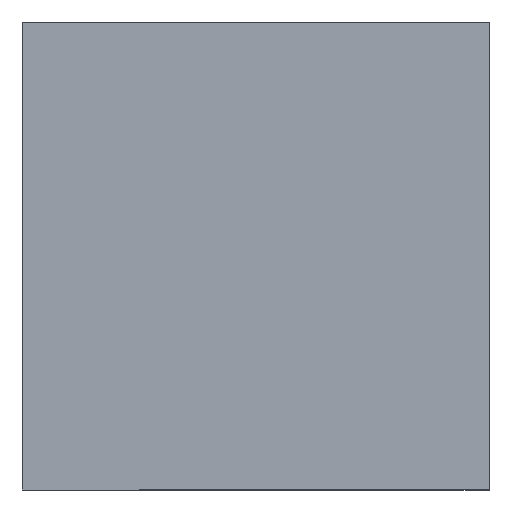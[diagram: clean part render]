
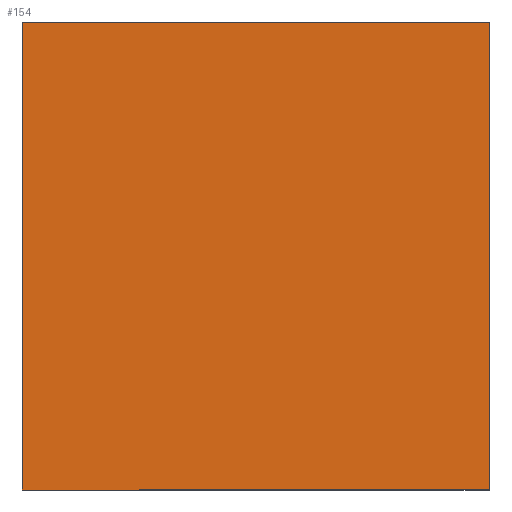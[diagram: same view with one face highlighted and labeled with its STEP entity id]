
A CAD part, front view. The second image highlights one B-rep face of the part: STEP entity #154.
In plain terms, the highlighted planar face has unit normal (0, -1, 0).
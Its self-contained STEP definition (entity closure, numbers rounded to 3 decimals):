
#154=ADVANCED_FACE('',(#387),#388,.T.);
#387=FACE_OUTER_BOUND('',#651,.T.);
#388=PLANE('',#652);
#651=EDGE_LOOP('',(#1559,#1560,#1561,#1562));
#652=AXIS2_PLACEMENT_3D('',#1563,#1564,#1565);
#1559=ORIENTED_EDGE('',*,*,#2063,.T.);
#1560=ORIENTED_EDGE('',*,*,#2061,.T.);
#1561=ORIENTED_EDGE('',*,*,#2064,.T.);
#1562=ORIENTED_EDGE('',*,*,#2050,.F.);
#1563=CARTESIAN_POINT('',(0.,-60.5,-1.0));
#1564=DIRECTION('',(0.,-1.0,0.0));
#1565=DIRECTION('',(1.0,0.,0.0));
#2050=EDGE_CURVE('',#2580,#2582,#2583,.T.);
#2061=EDGE_CURVE('',#2598,#2596,#2599,.T.);
#2063=EDGE_CURVE('',#2580,#2598,#2601,.T.);
#2064=EDGE_CURVE('',#2596,#2582,#2602,.T.);
#2580=VERTEX_POINT('',#3689);
#2582=VERTEX_POINT('',#3692);
#2583=LINE('',#3693,#3694);
#2596=VERTEX_POINT('',#3716);
#2598=VERTEX_POINT('',#3719);
#2599=LINE('',#3720,#3721);
#2601=LINE('',#3724,#3725);
#2602=LINE('',#3726,#3727);
#3689=CARTESIAN_POINT('',(-15.0,-60.5,0.));
#3692=CARTESIAN_POINT('',(-15.0,-60.5,30.0));
#3693=CARTESIAN_POINT('',(-15.0,-60.5,-1.0));
#3694=VECTOR('',#4172,1.0);
#3716=CARTESIAN_POINT('',(15.0,-60.5,30.0));
#3719=CARTESIAN_POINT('',(15.0,-60.5,0.));
#3720=CARTESIAN_POINT('',(15.0,-60.5,-1.0));
#3721=VECTOR('',#4183,1.0);
#3724=CARTESIAN_POINT('',(-8.,-60.5,0.));
#3725=VECTOR('',#4185,1.0);
#3726=CARTESIAN_POINT('',(-8.,-60.5,30.0));
#3727=VECTOR('',#4186,1.0);
#4172=DIRECTION('',(0.0,0.0,1.0));
#4183=DIRECTION('',(0.0,0.0,1.0));
#4185=DIRECTION('',(1.0,0.,0.));
#4186=DIRECTION('',(-1.0,0.,0.));
